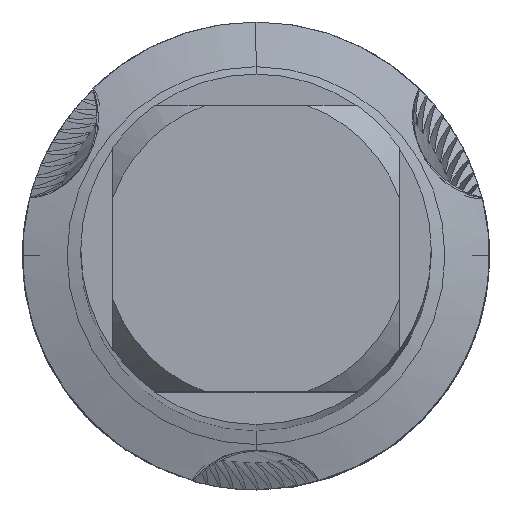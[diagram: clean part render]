
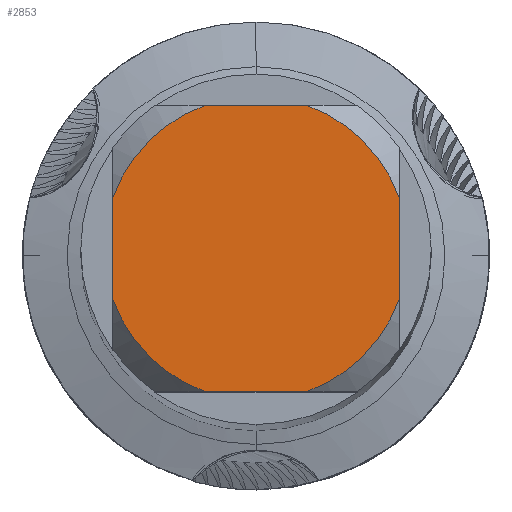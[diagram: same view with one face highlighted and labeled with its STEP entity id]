
A CAD part, top view. The second image highlights one B-rep face of the part: STEP entity #2853.
In plain terms, the highlighted planar face has unit normal (0, 0, 1).
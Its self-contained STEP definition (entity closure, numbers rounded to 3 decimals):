
#1765=EDGE_CURVE('',#3287,#2381,#5052,.T.);
#1889=VERTEX_POINT('',#5185);
#2123=VERTEX_POINT('',#5434);
#2381=VERTEX_POINT('',#5712);
#2853=ADVANCED_FACE('',(#6230),#6231,.T.);
#3045=EDGE_CURVE('',#3685,#2381,#6447,.T.);
#3051=VERTEX_POINT('',#6454);
#3169=EDGE_CURVE('',#3287,#2123,#6581,.T.);
#3287=VERTEX_POINT('',#6708);
#3685=VERTEX_POINT('',#7150);
#4151=EDGE_CURVE('',#4263,#2123,#7657,.T.);
#4255=EDGE_CURVE('',#3051,#1889,#7772,.T.);
#4263=VERTEX_POINT('',#7780);
#4331=EDGE_CURVE('',#3685,#1889,#7855,.T.);
#4429=EDGE_CURVE('',#4263,#4481,#7962,.T.);
#4481=VERTEX_POINT('',#8023);
#4701=EDGE_CURVE('',#3051,#4481,#8258,.T.);
#5052=LINE('',#8750,#8751);
#5185=CARTESIAN_POINT('',(0.87,-2.45,0.0));
#5434=CARTESIAN_POINT('',(-0.87,2.45,0.0));
#5712=CARTESIAN_POINT('',(-2.45,-0.87,0.0));
#6230=FACE_OUTER_BOUND('',#11375,.T.);
#6231=PLANE('',#11376);
#6447=CIRCLE('',#11836,2.6);
#6454=CARTESIAN_POINT('',(2.45,-0.87,0.0));
#6581=CIRCLE('',#12220,2.6);
#6708=CARTESIAN_POINT('',(-2.45,0.87,0.0));
#7150=CARTESIAN_POINT('',(-0.87,-2.45,0.0));
#7657=LINE('',#14815,#14816);
#7772=CIRCLE('',#15065,2.6);
#7780=CARTESIAN_POINT('',(0.87,2.45,0.0));
#7855=LINE('',#15237,#15238);
#7962=CIRCLE('',#15584,2.6);
#8023=CARTESIAN_POINT('',(2.45,0.87,0.0));
#8258=LINE('',#16461,#16462);
#8750=CARTESIAN_POINT('',(-2.45,0.65,0.0));
#8751=VECTOR('',#17085,1.0);
#11375=EDGE_LOOP('',(#18186,#18187,#18188,#18189,#18190,#18191,#18192,#18193));
#11376=AXIS2_PLACEMENT_3D('',#18194,#18195,#18196);
#11836=AXIS2_PLACEMENT_3D('',#18470,#18471,#18472);
#12220=AXIS2_PLACEMENT_3D('',#18694,#18695,#18696);
#14815=CARTESIAN_POINT('',(0.0,2.45,0.0));
#14816=VECTOR('',#19943,1.0);
#15065=AXIS2_PLACEMENT_3D('',#20083,#20084,#20085);
#15237=CARTESIAN_POINT('',(0.0,-2.45,0.0));
#15238=VECTOR('',#20169,1.0);
#15584=AXIS2_PLACEMENT_3D('',#20264,#20265,#20266);
#16461=CARTESIAN_POINT('',(2.45,0.65,0.0));
#16462=VECTOR('',#20682,1.0);
#17085=DIRECTION('',(-0.0,-1.0,0.0));
#18186=ORIENTED_EDGE('',*,*,#1765,.T.);
#18187=ORIENTED_EDGE('',*,*,#3045,.F.);
#18188=ORIENTED_EDGE('',*,*,#4331,.T.);
#18189=ORIENTED_EDGE('',*,*,#4255,.F.);
#18190=ORIENTED_EDGE('',*,*,#4701,.T.);
#18191=ORIENTED_EDGE('',*,*,#4429,.F.);
#18192=ORIENTED_EDGE('',*,*,#4151,.T.);
#18193=ORIENTED_EDGE('',*,*,#3169,.F.);
#18194=CARTESIAN_POINT('',(0.0,1.3,0.0));
#18195=DIRECTION('',(-0.0,0.0,1.0));
#18196=DIRECTION('',(0.0,-1.0,0.0));
#18470=CARTESIAN_POINT('',(0.0,0.0,0.0));
#18471=DIRECTION('',(0.0,0.0,-1.0));
#18472=DIRECTION('',(0.0,1.0,0.0));
#18694=CARTESIAN_POINT('',(0.0,0.0,0.0));
#18695=DIRECTION('',(0.0,0.0,-1.0));
#18696=DIRECTION('',(0.0,1.0,0.0));
#19943=DIRECTION('',(-1.0,0.0,0.0));
#20083=CARTESIAN_POINT('',(0.0,0.0,0.0));
#20084=DIRECTION('',(0.0,0.0,-1.0));
#20085=DIRECTION('',(0.0,1.0,0.0));
#20169=DIRECTION('',(1.0,0.0,0.0));
#20264=CARTESIAN_POINT('',(0.0,0.0,0.0));
#20265=DIRECTION('',(0.0,0.0,-1.0));
#20266=DIRECTION('',(0.0,1.0,0.0));
#20682=DIRECTION('',(-0.0,1.0,0.0));
